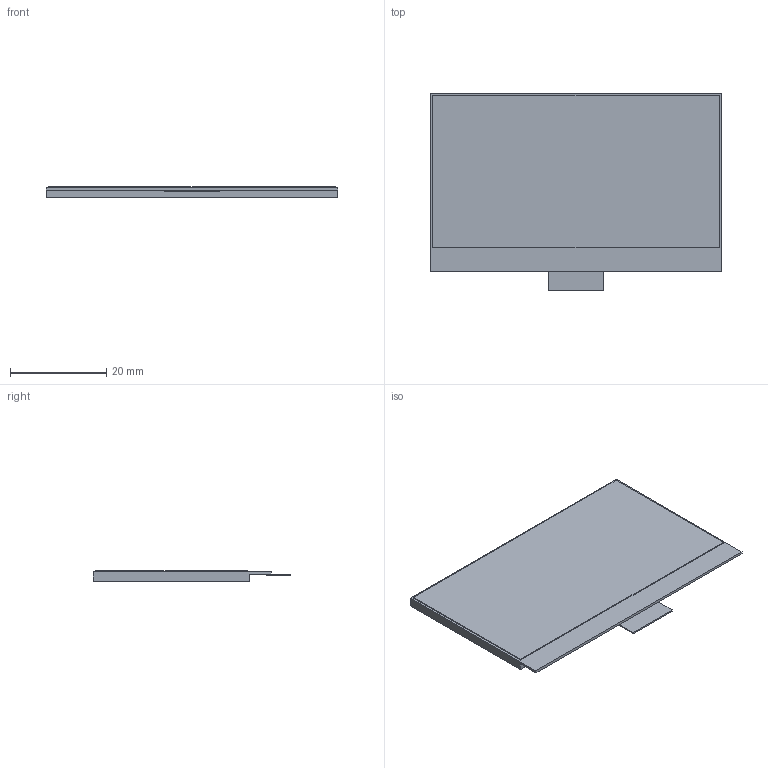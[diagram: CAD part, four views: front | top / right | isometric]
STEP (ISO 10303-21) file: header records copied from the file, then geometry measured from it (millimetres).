
FILE_DESCRIPTION (( 'STEP AP214' ), '1' );
FILE_NAME ('User Library-DD-12864YW-6K.STEP', '2020-11-13T22:45:05', ( '' ), ( '' ), 'SwSTEP 2.0', 'SolidWorks 2020', '' );
FILE_SCHEMA (( 'AUTOMOTIVE_DESIGN' ));
Length unit declared in the file: millimetre
Products named in the file (1): User Library-DD-12864YW-6K
Bounding box: 60.5 x 41 x 2.2 mm (x, y, z)
Volume: 4451.6 mm3; surface area: 4991.5 mm2
Topology: 1 solids, 1 shells, 19 faces, 46 edges, 30 vertices
Faces by surface type: plane 19
Entity records: 787 total; most frequent: CARTESIAN_POINT 96, ORIENTED_EDGE 92, DIRECTION 86, EDGE_CURVE 46, VECTOR 46, LINE 46, VERTEX_POINT 30, UNCERTAINTY_MEASURE_WITH_UNIT 22
